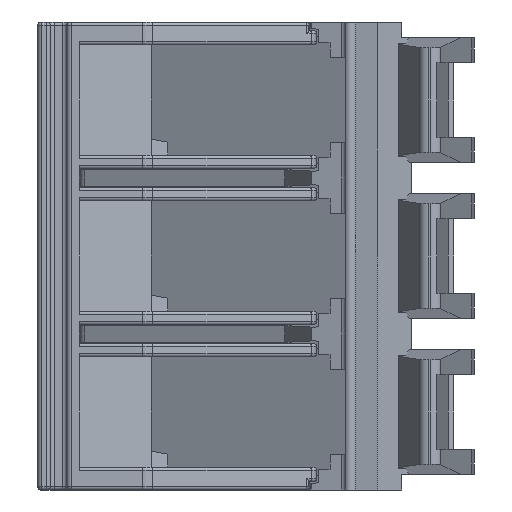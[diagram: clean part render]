
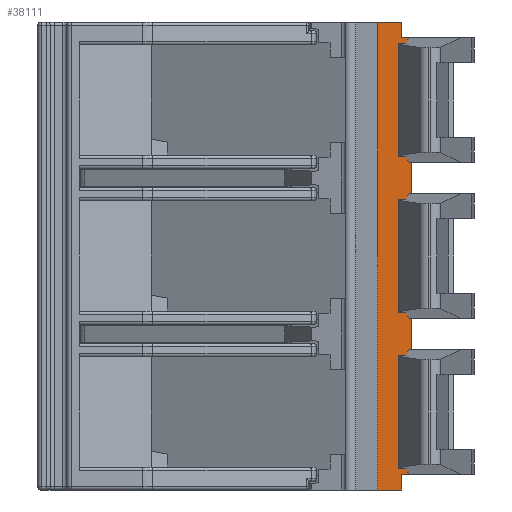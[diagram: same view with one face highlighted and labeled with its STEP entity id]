
A CAD part, front view. The second image highlights one B-rep face of the part: STEP entity #38111.
In plain terms, the highlighted planar face has unit normal (0, -1, 0).
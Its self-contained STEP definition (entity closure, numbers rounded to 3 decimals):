
#2033=DIRECTION('',(-1.,0.,0.));
#2034=VECTOR('',#2033,1.3);
#2035=CARTESIAN_POINT('',(8.2,-16.5,-18.75));
#2036=LINE('',#2035,#2034);
#2093=DIRECTION('',(-1.,0.,0.));
#2094=VECTOR('',#2093,1.3);
#2095=CARTESIAN_POINT('',(8.2,-16.5,3.75));
#2096=LINE('',#2095,#2094);
#6565=DIRECTION('',(0.,0.,-1.));
#6566=VECTOR('',#6565,22.5);
#6567=CARTESIAN_POINT('',(6.9,-16.5,3.75));
#6568=LINE('',#6567,#6566);
#6583=DIRECTION('',(0.,0.,-1.));
#6584=VECTOR('',#6583,6.);
#6585=CARTESIAN_POINT('',(8.69,-16.5,-4.5));
#6586=LINE('',#6585,#6584);
#6587=DIRECTION('',(0.,0.,-1.));
#6588=VECTOR('',#6587,6.);
#6589=CARTESIAN_POINT('',(8.69,-16.5,-12.));
#6590=LINE('',#6589,#6588);
#6591=DIRECTION('',(0.,0.,-1.));
#6592=VECTOR('',#6591,6.);
#6593=CARTESIAN_POINT('',(8.69,-16.5,3.));
#6594=LINE('',#6593,#6592);
#6637=DIRECTION('',(0.,0.,1.));
#6638=VECTOR('',#6637,1.5);
#6639=CARTESIAN_POINT('',(8.69,-16.5,-4.5));
#6640=LINE('',#6639,#6638);
#6641=DIRECTION('',(0.,0.,1.));
#6642=VECTOR('',#6641,1.5);
#6643=CARTESIAN_POINT('',(8.69,-16.5,-12.));
#6644=LINE('',#6643,#6642);
#6711=DIRECTION('',(1.,0.,0.));
#6712=VECTOR('',#6711,0.49);
#6713=CARTESIAN_POINT('',(8.2,-16.5,3.));
#6714=LINE('',#6713,#6712);
#6957=DIRECTION('',(0.,0.,1.));
#6958=VECTOR('',#6957,0.75);
#6959=CARTESIAN_POINT('',(8.2,-16.5,3.));
#6960=LINE('',#6959,#6958);
#6973=DIRECTION('',(0.,0.,1.));
#6974=VECTOR('',#6973,0.75);
#6975=CARTESIAN_POINT('',(8.2,-16.5,-18.75));
#6976=LINE('',#6975,#6974);
#7081=DIRECTION('',(1.,0.,0.));
#7082=VECTOR('',#7081,0.49);
#7083=CARTESIAN_POINT('',(8.2,-16.5,-18.));
#7084=LINE('',#7083,#7082);
#22716=CARTESIAN_POINT('',(8.2,-16.5,3.));
#22717=CARTESIAN_POINT('',(8.2,-16.5,3.75));
#22718=VERTEX_POINT('',#22716);
#22719=VERTEX_POINT('',#22717);
#22726=CARTESIAN_POINT('',(6.9,-16.5,3.75));
#22727=VERTEX_POINT('',#22726);
#22728=CARTESIAN_POINT('',(8.69,-16.5,3.));
#22729=VERTEX_POINT('',#22728);
#23294=CARTESIAN_POINT('',(8.2,-16.5,-18.75));
#23295=CARTESIAN_POINT('',(8.2,-16.5,-18.));
#23296=VERTEX_POINT('',#23294);
#23297=VERTEX_POINT('',#23295);
#23304=CARTESIAN_POINT('',(6.9,-16.5,-18.75));
#23305=VERTEX_POINT('',#23304);
#23306=CARTESIAN_POINT('',(8.69,-16.5,-18.));
#23307=VERTEX_POINT('',#23306);
#27621=CARTESIAN_POINT('',(8.69,-16.5,-3.));
#27623=VERTEX_POINT('',#27621);
#27625=CARTESIAN_POINT('',(8.69,-16.5,-10.5));
#27627=VERTEX_POINT('',#27625);
#27629=CARTESIAN_POINT('',(8.69,-16.5,-4.5));
#27631=VERTEX_POINT('',#27629);
#27633=CARTESIAN_POINT('',(8.69,-16.5,-12.));
#27635=VERTEX_POINT('',#27633);
#38083=CARTESIAN_POINT('',(8.9,-16.5,-5.));
#38084=DIRECTION('',(0.,1.,0.));
#38085=DIRECTION('',(-1.,0.,0.));
#38086=AXIS2_PLACEMENT_3D('',#38083,#38084,#38085);
#38087=PLANE('',#38086);
#38089=ORIENTED_EDGE('',*,*,#38088,.T.);
#38091=ORIENTED_EDGE('',*,*,#38090,.F.);
#38093=ORIENTED_EDGE('',*,*,#38092,.T.);
#38095=ORIENTED_EDGE('',*,*,#38094,.F.);
#38097=ORIENTED_EDGE('',*,*,#38096,.F.);
#38098=ORIENTED_EDGE('',*,*,#31703,.T.);
#38099=ORIENTED_EDGE('',*,*,#38075,.F.);
#38100=ORIENTED_EDGE('',*,*,#31803,.F.);
#38102=ORIENTED_EDGE('',*,*,#38101,.F.);
#38104=ORIENTED_EDGE('',*,*,#38103,.T.);
#38106=ORIENTED_EDGE('',*,*,#38105,.T.);
#38108=ORIENTED_EDGE('',*,*,#38107,.F.);
#38109=EDGE_LOOP('',(#38089,#38091,#38093,#38095,#38097,#38098,#38099,#38100,
#38102,#38104,#38106,#38108));
#38110=FACE_OUTER_BOUND('',#38109,.F.);
#38111=ADVANCED_FACE('',(#38110),#38087,.F.);
#31703=EDGE_CURVE('',#23296,#23305,#2036,.T.);
#31803=EDGE_CURVE('',#22719,#22727,#2096,.T.);
#38075=EDGE_CURVE('',#22727,#23305,#6568,.T.);
#38088=EDGE_CURVE('',#27631,#27627,#6586,.T.);
#38090=EDGE_CURVE('',#27635,#27627,#6644,.T.);
#38092=EDGE_CURVE('',#27635,#23307,#6590,.T.);
#38094=EDGE_CURVE('',#23297,#23307,#7084,.T.);
#38096=EDGE_CURVE('',#23296,#23297,#6976,.T.);
#38101=EDGE_CURVE('',#22718,#22719,#6960,.T.);
#38103=EDGE_CURVE('',#22718,#22729,#6714,.T.);
#38105=EDGE_CURVE('',#22729,#27623,#6594,.T.);
#38107=EDGE_CURVE('',#27631,#27623,#6640,.T.);
